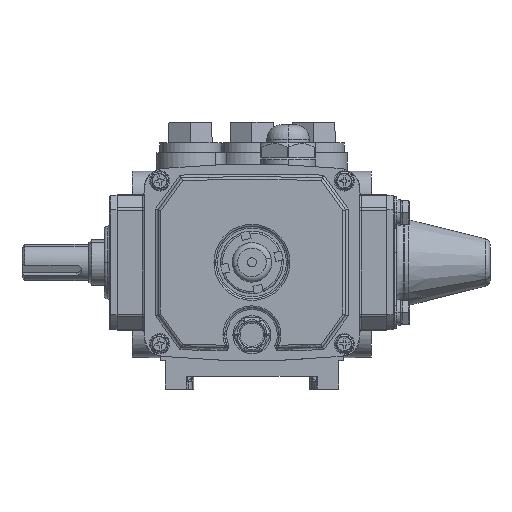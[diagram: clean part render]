
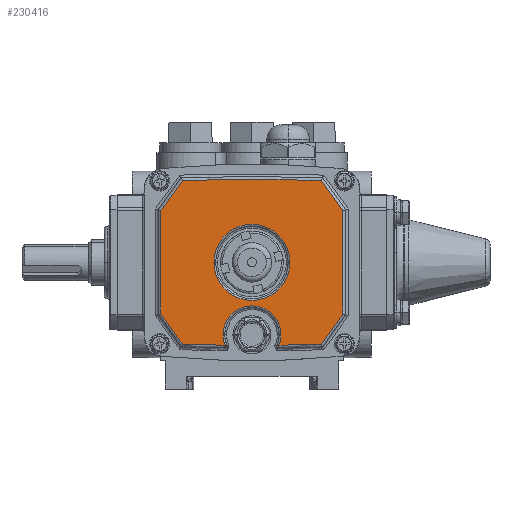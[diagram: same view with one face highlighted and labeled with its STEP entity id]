
A CAD part, top view. The second image highlights one B-rep face of the part: STEP entity #230416.
In plain terms, the highlighted planar face has unit normal (0, 0, 1).
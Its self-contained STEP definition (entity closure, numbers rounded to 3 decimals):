
#17618 = EDGE_CURVE ( 'NONE', #117241, #117257, #98584, .T. ) ;
#17676 = EDGE_CURVE ( 'NONE', #243728, #243816, #98560, .T. ) ;
#17693 = EDGE_CURVE ( 'NONE', #243722, #243728, #98602, .T. ) ;
#21526 = EDGE_CURVE ( 'NONE', #117285, #117277, #254890, .T. ) ;
#21531 = EDGE_CURVE ( 'NONE', #243716, #117285, #254949, .T. ) ;
#21536 = EDGE_CURVE ( 'NONE', #243816, #243718, #311932, .T. ) ;
#21540 = EDGE_CURVE ( 'NONE', #117237, #243722, #311935, .T. ) ;
#21545 = EDGE_CURVE ( 'NONE', #117233, #117229, #254965, .T. ) ;
#21550 = EDGE_CURVE ( 'NONE', #117211, #117233, #255008, .T. ) ;
#23084 = EDGE_CURVE ( 'NONE', #117257, #117241, #151654, .T. ) ;
#23092 = EDGE_CURVE ( 'NONE', #117213, #117211, #151661, .T. ) ;
#23095 = EDGE_CURVE ( 'NONE', #117277, #117213, #45599, .T. ) ;
#23103 = EDGE_CURVE ( 'NONE', #117229, #117237, #45630, .T. ) ;
#43221 = ORIENTED_EDGE ( 'NONE', *, *, #17618, .T. ) ;
#43229 = ORIENTED_EDGE ( 'NONE', *, *, #23084, .T. ) ;
#43233 = ORIENTED_EDGE ( 'NONE', *, *, #21540, .T. ) ;
#43238 = ORIENTED_EDGE ( 'NONE', *, *, #17693, .T. ) ;
#43244 = ORIENTED_EDGE ( 'NONE', *, *, #17676, .T. ) ;
#43250 = ORIENTED_EDGE ( 'NONE', *, *, #21536, .T. ) ;
#43259 = ORIENTED_EDGE ( 'NONE', *, *, #298609, .T. ) ;
#43268 = ORIENTED_EDGE ( 'NONE', *, *, #21531, .T. ) ;
#43274 = ORIENTED_EDGE ( 'NONE', *, *, #21526, .T. ) ;
#43280 = ORIENTED_EDGE ( 'NONE', *, *, #23095, .T. ) ;
#43286 = ORIENTED_EDGE ( 'NONE', *, *, #23092, .T. ) ;
#43295 = ORIENTED_EDGE ( 'NONE', *, *, #21550, .T. ) ;
#43304 = ORIENTED_EDGE ( 'NONE', *, *, #21545, .T. ) ;
#43313 = ORIENTED_EDGE ( 'NONE', *, *, #23103, .T. ) ;
#45599 = LINE ( 'NONE', #45601, #151663 ) ;
#45601 = CARTESIAN_POINT ( 'NONE',  ( 713.019, -858.161, 243.75 ) ) ;
#45603 = CARTESIAN_POINT ( 'NONE',  ( 0., 36., 243.75 ) ) ;
#45605 = DIRECTION ( 'NONE',  ( 0., 0., -1. ) ) ;
#45607 = DIRECTION ( 'NONE',  ( -1., 0., 0. ) ) ;
#45618 = CARTESIAN_POINT ( 'NONE',  ( 0., -1370.329, 243.75 ) ) ;
#45620 = DIRECTION ( 'NONE',  ( 0., 0., 1. ) ) ;
#45622 = DIRECTION ( 'NONE',  ( -1., 0., 0. ) ) ;
#45625 = DIRECTION ( 'NONE',  ( -0.583, 0.812, 0. ) ) ;
#45630 = LINE ( 'NONE', #45636, #151668 ) ;
#45636 = CARTESIAN_POINT ( 'NONE',  ( 619.7, -925.192, 243.75 ) ) ;
#45642 = DIRECTION ( 'NONE',  ( 0.583, -0.812, 0. ) ) ;
#57247 = CARTESIAN_POINT ( 'NONE',  ( -38.216, 81.27, 243.75 ) ) ;
#57249 = CARTESIAN_POINT ( 'NONE',  ( -50.25, 64.517, 243.75 ) ) ;
#57251 = CARTESIAN_POINT ( 'NONE',  ( -38.216, -9.27, 243.75 ) ) ;
#57255 = CARTESIAN_POINT ( 'NONE',  ( 38.216, 81.27, 243.75 ) ) ;
#57257 = CARTESIAN_POINT ( 'NONE',  ( -50.25, 7.483, 243.75 ) ) ;
#57259 = CARTESIAN_POINT ( 'NONE',  ( -21., 36., 243.75 ) ) ;
#57269 = CARTESIAN_POINT ( 'NONE',  ( 21., 36., 243.75 ) ) ;
#57273 = CARTESIAN_POINT ( 'NONE',  ( 50.25, 7.483, 243.75 ) ) ;
#57277 = CARTESIAN_POINT ( 'NONE',  ( 50.25, 64.517, 243.75 ) ) ;
#98560 = CIRCLE ( 'NONE', #98592, 16. ) ;
#98584 = CIRCLE ( 'NONE', #98657, 21. ) ;
#98592 = AXIS2_PLACEMENT_3D ( 'NONE', #144880, #144882, #144884 ) ;
#98602 = CIRCLE ( 'NONE', #98623, 16. ) ;
#98623 = AXIS2_PLACEMENT_3D ( 'NONE', #144967, #144969, #144971 ) ;
#98657 = AXIS2_PLACEMENT_3D ( 'NONE', #144661, #144663, #144665 ) ;
#113394 = CARTESIAN_POINT ( 'NONE',  ( 38.216, -9.27, 243.75 ) ) ;
#113397 = CARTESIAN_POINT ( 'NONE',  ( 14.952, -9.696, 243.75 ) ) ;
#113403 = CARTESIAN_POINT ( 'NONE',  ( -14.952, -9.696, 243.75 ) ) ;
#113411 = CARTESIAN_POINT ( 'NONE',  ( -16., -4., 243.75 ) ) ;
#113531 = CARTESIAN_POINT ( 'NONE',  ( 16., -4., 243.75 ) ) ;
#117211 = VERTEX_POINT ( 'NONE', #57247 ) ;
#117213 = VERTEX_POINT ( 'NONE', #57255 ) ;
#117229 = VERTEX_POINT ( 'NONE', #57257 ) ;
#117233 = VERTEX_POINT ( 'NONE', #57249 ) ;
#117237 = VERTEX_POINT ( 'NONE', #57251 ) ;
#117241 = VERTEX_POINT ( 'NONE', #57259 ) ;
#117257 = VERTEX_POINT ( 'NONE', #57269 ) ;
#117277 = VERTEX_POINT ( 'NONE', #57277 ) ;
#117285 = VERTEX_POINT ( 'NONE', #57273 ) ;
#144661 = CARTESIAN_POINT ( 'NONE',  ( 0., 36., 243.75 ) ) ;
#144663 = DIRECTION ( 'NONE',  ( 0., 0., -1. ) ) ;
#144665 = DIRECTION ( 'NONE',  ( -1., 0., 0. ) ) ;
#144880 = CARTESIAN_POINT ( 'NONE',  ( 0., -4., 243.75 ) ) ;
#144882 = DIRECTION ( 'NONE',  ( 0., 0., -1. ) ) ;
#144884 = DIRECTION ( 'NONE',  ( -1., 0., 0. ) ) ;
#144967 = CARTESIAN_POINT ( 'NONE',  ( 0., -4., 243.75 ) ) ;
#144969 = DIRECTION ( 'NONE',  ( 0., 0., -1. ) ) ;
#144971 = DIRECTION ( 'NONE',  ( -1., 0., 0. ) ) ;
#151654 = CIRCLE ( 'NONE', #151659, 21. ) ;
#151659 = AXIS2_PLACEMENT_3D ( 'NONE', #45603, #45605, #45607 ) ;
#151661 = CIRCLE ( 'NONE', #151666, 1452.102 ) ;
#151663 = VECTOR ( 'NONE', #45625, 1000. ) ;
#151666 = AXIS2_PLACEMENT_3D ( 'NONE', #45618, #45620, #45622 ) ;
#151668 = VECTOR ( 'NONE', #45642, 1000. ) ;
#230416 = ADVANCED_FACE ( 'NONE', ( #313626, #313631 ), #313634, .F. ) ;
#237326 = AXIS2_PLACEMENT_3D ( 'NONE', #313592, #313640, #313643 ) ;
#243716 = VERTEX_POINT ( 'NONE', #113394 ) ;
#243718 = VERTEX_POINT ( 'NONE', #113397 ) ;
#243722 = VERTEX_POINT ( 'NONE', #113403 ) ;
#243728 = VERTEX_POINT ( 'NONE', #113411 ) ;
#243816 = VERTEX_POINT ( 'NONE', #113531 ) ;
#254890 = LINE ( 'NONE', #254936, #311918 ) ;
#254936 = CARTESIAN_POINT ( 'NONE',  ( 50.25, -1370.329, 243.75 ) ) ;
#254945 = DIRECTION ( 'NONE',  ( 0., 1., 0. ) ) ;
#254949 = LINE ( 'NONE', #254955, #311928 ) ;
#254955 = CARTESIAN_POINT ( 'NONE',  ( -619.7, -925.192, 243.75 ) ) ;
#254959 = DIRECTION ( 'NONE',  ( 0.583, 0.812, 0. ) ) ;
#254965 = LINE ( 'NONE', #254971, #311941 ) ;
#254971 = CARTESIAN_POINT ( 'NONE',  ( -50.25, -1370.329, 243.75 ) ) ;
#254975 = CARTESIAN_POINT ( 'NONE',  ( 0., -4., 243.75 ) ) ;
#254978 = DIRECTION ( 'NONE',  ( 0., 0., -1. ) ) ;
#254982 = DIRECTION ( 'NONE',  ( -1., 0., 0. ) ) ;
#254991 = CARTESIAN_POINT ( 'NONE',  ( 0., 1442.329, 243.75 ) ) ;
#254995 = DIRECTION ( 'NONE',  ( 0., 0., 1. ) ) ;
#254999 = DIRECTION ( 'NONE',  ( -1., 0., 0. ) ) ;
#255004 = DIRECTION ( 'NONE',  ( 0., -1., 0. ) ) ;
#255008 = LINE ( 'NONE', #255015, #311948 ) ;
#255015 = CARTESIAN_POINT ( 'NONE',  ( -713.019, -858.161, 243.75 ) ) ;
#255018 = DIRECTION ( 'NONE',  ( -0.583, -0.812, 0. ) ) ;
#298609 = EDGE_CURVE ( 'NONE', #243718, #243716, #325787, .T. ) ;
#311918 = VECTOR ( 'NONE', #254945, 1000. ) ;
#311928 = VECTOR ( 'NONE', #254959, 1000. ) ;
#311932 = CIRCLE ( 'NONE', #311938, 16. ) ;
#311935 = CIRCLE ( 'NONE', #311945, 1452.102 ) ;
#311938 = AXIS2_PLACEMENT_3D ( 'NONE', #254975, #254978, #254982 ) ;
#311941 = VECTOR ( 'NONE', #255004, 1000. ) ;
#311945 = AXIS2_PLACEMENT_3D ( 'NONE', #254991, #254995, #254999 ) ;
#311948 = VECTOR ( 'NONE', #255018, 1000. ) ;
#313592 = CARTESIAN_POINT ( 'NONE',  ( 0., -1370.329, 243.75 ) ) ;
#313626 = FACE_BOUND ( 'NONE', #345954, .T. ) ;
#313631 = FACE_OUTER_BOUND ( 'NONE', #345962, .T. ) ;
#313634 = PLANE ( 'NONE',  #237326 ) ;
#313640 = DIRECTION ( 'NONE',  ( 0., 0., -1. ) ) ;
#313643 = DIRECTION ( 'NONE',  ( -1., 0., 0. ) ) ;
#325787 = CIRCLE ( 'NONE', #325799, 1452.102 ) ;
#325799 = AXIS2_PLACEMENT_3D ( 'NONE', #332094, #332099, #332104 ) ;
#332094 = CARTESIAN_POINT ( 'NONE',  ( 0., 1442.329, 243.75 ) ) ;
#332099 = DIRECTION ( 'NONE',  ( 0., 0., 1. ) ) ;
#332104 = DIRECTION ( 'NONE',  ( -1., 0., 0. ) ) ;
#345954 = EDGE_LOOP ( 'NONE', ( #43221, #43229 ) ) ;
#345962 = EDGE_LOOP ( 'NONE', ( #43233, #43238, #43244, #43250, #43259, #43268, #43274, #43280, #43286, #43295, #43304, #43313 ) ) ;
